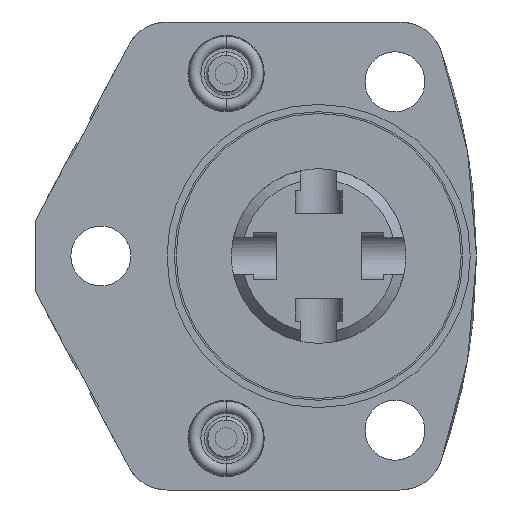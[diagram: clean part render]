
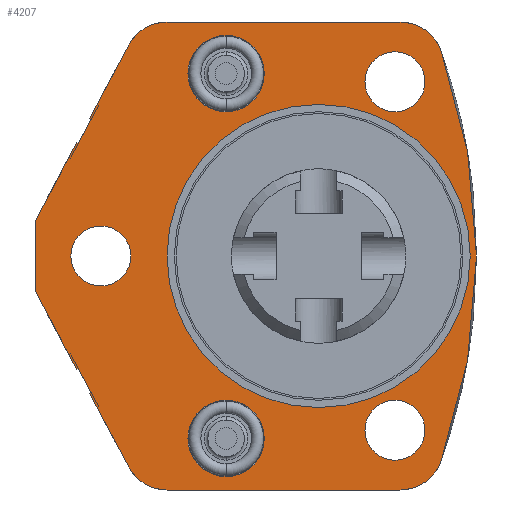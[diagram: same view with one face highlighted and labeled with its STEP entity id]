
A CAD part, front view. The second image highlights one B-rep face of the part: STEP entity #4207.
In plain terms, the highlighted planar face has unit normal (0, -1, 0).
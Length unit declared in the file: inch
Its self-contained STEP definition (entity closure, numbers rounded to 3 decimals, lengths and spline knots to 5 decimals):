
#326=CARTESIAN_POINT('',(0.,0.,0.));
#327=DIRECTION('',(0.,-1.,0.));
#328=DIRECTION('',(1.,0.,0.));
#329=AXIS2_PLACEMENT_3D('',#326,#327,#328);
#334=CARTESIAN_POINT('',(0.,0.,0.));
#335=DIRECTION('',(0.,1.,0.));
#336=DIRECTION('',(1.,0.,0.));
#337=AXIS2_PLACEMENT_3D('',#334,#335,#336);
#342=CARTESIAN_POINT('',(0.438,0.,1.));
#343=DIRECTION('',(0.,-1.,0.));
#344=DIRECTION('',(1.,0.,0.));
#345=AXIS2_PLACEMENT_3D('',#342,#343,#344);
#350=CARTESIAN_POINT('',(0.438,0.,1.));
#351=DIRECTION('',(0.,-1.,0.));
#352=DIRECTION('',(-1.,0.,0.));
#353=AXIS2_PLACEMENT_3D('',#350,#351,#352);
#358=CARTESIAN_POINT('',(0.438,0.,-1.));
#359=DIRECTION('',(0.,-1.,0.));
#360=DIRECTION('',(1.,0.,0.));
#361=AXIS2_PLACEMENT_3D('',#358,#359,#360);
#366=CARTESIAN_POINT('',(0.438,0.,-1.));
#367=DIRECTION('',(0.,-1.,0.));
#368=DIRECTION('',(-1.,0.,0.));
#369=AXIS2_PLACEMENT_3D('',#366,#367,#368);
#374=CARTESIAN_POINT('',(-1.25,0.,0.));
#375=DIRECTION('',(0.,-1.,0.));
#376=DIRECTION('',(1.,0.,0.));
#377=AXIS2_PLACEMENT_3D('',#374,#375,#376);
#382=CARTESIAN_POINT('',(-1.25,0.,0.));
#383=DIRECTION('',(0.,-1.,0.));
#384=DIRECTION('',(-1.,0.,0.));
#385=AXIS2_PLACEMENT_3D('',#382,#383,#384);
#390=DIRECTION('',(-0.469,0.,-0.883));
#391=VECTOR('',#390,0.1566);
#392=CARTESIAN_POINT('',(-1.3062,0.,0.7832));
#393=LINE('',#392,#391);
#397=DIRECTION('',(0.883,0.,-0.469));
#398=VECTOR('',#397,0.01);
#399=CARTESIAN_POINT('',(-1.31503,0.,0.7879));
#400=LINE('',#399,#398);
#404=DIRECTION('',(0.469,0.,0.883));
#405=VECTOR('',#404,0.47848);
#406=CARTESIAN_POINT('',(-1.31503,0.,0.7879));
#407=LINE('',#406,#405);
#411=DIRECTION('',(1.,0.,0.));
#412=VECTOR('',#411,1.33636);
#413=CARTESIAN_POINT('',(-0.86966,0.,1.343));
#414=LINE('',#413,#412);
#418=CARTESIAN_POINT('',(-2.594,0.,0.));
#419=DIRECTION('',(0.,-1.,0.));
#420=DIRECTION('',(0.942,0.,-0.336));
#421=AXIS2_PLACEMENT_3D('',#418,#419,#420);
#426=DIRECTION('',(-1.,0.,0.));
#427=VECTOR('',#426,1.33636);
#428=CARTESIAN_POINT('',(0.46669,0.,-1.343));
#429=LINE('',#428,#427);
#433=DIRECTION('',(0.469,0.,-0.883));
#434=VECTOR('',#433,0.47848);
#435=CARTESIAN_POINT('',(-1.31503,0.,-0.7879));
#436=LINE('',#435,#434);
#440=DIRECTION('',(0.883,0.,0.469));
#441=VECTOR('',#440,0.01);
#442=CARTESIAN_POINT('',(-1.31503,0.,-0.7879));
#443=LINE('',#442,#441);
#447=DIRECTION('',(0.469,0.,-0.883));
#448=VECTOR('',#447,0.1566);
#449=CARTESIAN_POINT('',(-1.37972,0.,-0.64493));
#450=LINE('',#449,#448);
#454=DIRECTION('',(0.883,0.,0.469));
#455=VECTOR('',#454,0.01);
#456=CARTESIAN_POINT('',(-1.38855,0.,-0.64962));
#457=LINE('',#456,#455);
#461=DIRECTION('',(0.469,0.,-0.883));
#462=VECTOR('',#461,0.50364);
#463=CARTESIAN_POINT('',(-1.625,0.,-0.20493));
#464=LINE('',#463,#462);
#468=DIRECTION('',(0.,0.,-1.));
#469=VECTOR('',#468,0.40987);
#470=CARTESIAN_POINT('',(-1.625,0.,0.20493));
#471=LINE('',#470,#469);
#475=DIRECTION('',(0.469,0.,0.883));
#476=VECTOR('',#475,0.50364);
#477=CARTESIAN_POINT('',(-1.625,0.,0.20493));
#478=LINE('',#477,#476);
#482=DIRECTION('',(0.883,0.,-0.469));
#483=VECTOR('',#482,0.01);
#484=CARTESIAN_POINT('',(-1.38855,0.,0.64962));
#485=LINE('',#484,#483);
#489=CARTESIAN_POINT('',(-0.531,0.,-1.047));
#490=DIRECTION('',(0.,1.,0.));
#491=DIRECTION('',(-1.,0.,0.));
#492=AXIS2_PLACEMENT_3D('',#489,#490,#491);
#497=CARTESIAN_POINT('',(-0.531,0.,-1.047));
#498=DIRECTION('',(0.,1.,0.));
#499=DIRECTION('',(1.,0.,0.));
#500=AXIS2_PLACEMENT_3D('',#497,#498,#499);
#505=CARTESIAN_POINT('',(-0.531,0.,1.047));
#506=DIRECTION('',(0.,1.,0.));
#507=DIRECTION('',(-1.,0.,0.));
#508=AXIS2_PLACEMENT_3D('',#505,#506,#507);
#513=CARTESIAN_POINT('',(-0.531,0.,1.047));
#514=DIRECTION('',(0.,1.,0.));
#515=DIRECTION('',(1.,0.,0.));
#516=AXIS2_PLACEMENT_3D('',#513,#514,#515);
#2025=CARTESIAN_POINT('',(-0.86966,0.,-1.093));
#2026=DIRECTION('',(0.,-1.,0.));
#2027=DIRECTION('',(-0.883,0.,-0.469));
#2028=AXIS2_PLACEMENT_3D('',#2025,#2026,#2027);
#2062=CARTESIAN_POINT('',(0.46669,0.,-1.093));
#2063=DIRECTION('',(0.,-1.,0.));
#2064=DIRECTION('',(0.,0.,-1.));
#2065=AXIS2_PLACEMENT_3D('',#2062,#2063,#2064);
#2084=CARTESIAN_POINT('',(0.46669,0.,1.093));
#2085=DIRECTION('',(0.,-1.,0.));
#2086=DIRECTION('',(0.942,0.,0.336));
#2087=AXIS2_PLACEMENT_3D('',#2084,#2085,#2086);
#2121=CARTESIAN_POINT('',(-0.86966,0.,1.093));
#2122=DIRECTION('',(0.,-1.,0.));
#2123=DIRECTION('',(0.,0.,1.));
#2124=AXIS2_PLACEMENT_3D('',#2121,#2122,#2123);
#3512=CARTESIAN_POINT('',(0.87,0.,0.));
#3514=VERTEX_POINT('',#3512);
#3516=CARTESIAN_POINT('',(-0.87,0.,0.));
#3518=VERTEX_POINT('',#3516);
#3519=CARTESIAN_POINT('',(-1.625,0.,0.20493));
#3520=CARTESIAN_POINT('',(-1.625,0.,-0.20493));
#3521=VERTEX_POINT('',#3519);
#3522=VERTEX_POINT('',#3520);
#3523=CARTESIAN_POINT('',(0.61,0.,1.));
#3524=CARTESIAN_POINT('',(0.266,0.,1.));
#3525=VERTEX_POINT('',#3523);
#3526=VERTEX_POINT('',#3524);
#3557=CARTESIAN_POINT('',(-1.37972,0.,-0.64493));
#3558=CARTESIAN_POINT('',(-1.3062,0.,-0.7832));
#3559=VERTEX_POINT('',#3557);
#3560=VERTEX_POINT('',#3558);
#3561=CARTESIAN_POINT('',(-1.38855,0.,-0.64962));
#3562=VERTEX_POINT('',#3561);
#3563=CARTESIAN_POINT('',(-1.31503,0.,-0.7879));
#3564=VERTEX_POINT('',#3563);
#3586=CARTESIAN_POINT('',(-1.3062,0.,0.7832));
#3587=CARTESIAN_POINT('',(-1.37972,0.,0.64493));
#3588=VERTEX_POINT('',#3586);
#3589=VERTEX_POINT('',#3587);
#3590=CARTESIAN_POINT('',(-1.31503,0.,0.7879));
#3591=VERTEX_POINT('',#3590);
#3592=CARTESIAN_POINT('',(-1.38855,0.,0.64962));
#3593=VERTEX_POINT('',#3592);
#3619=CARTESIAN_POINT('',(-0.75,0.,-1.047));
#3620=CARTESIAN_POINT('',(-0.312,0.,-1.047));
#3621=VERTEX_POINT('',#3619);
#3622=VERTEX_POINT('',#3620);
#3639=CARTESIAN_POINT('',(-0.75,0.,1.047));
#3640=CARTESIAN_POINT('',(-0.312,0.,1.047));
#3641=VERTEX_POINT('',#3639);
#3642=VERTEX_POINT('',#3640);
#3673=CARTESIAN_POINT('',(0.46669,0.,-1.343));
#3674=CARTESIAN_POINT('',(0.70213,0.,-1.17708));
#3675=VERTEX_POINT('',#3673);
#3676=VERTEX_POINT('',#3674);
#3677=CARTESIAN_POINT('',(0.70213,0.,1.17708));
#3678=CARTESIAN_POINT('',(0.46669,0.,1.343));
#3679=VERTEX_POINT('',#3677);
#3680=VERTEX_POINT('',#3678);
#3681=CARTESIAN_POINT('',(-0.86966,0.,1.343));
#3682=CARTESIAN_POINT('',(-1.0904,0.,1.21037));
#3683=VERTEX_POINT('',#3681);
#3684=VERTEX_POINT('',#3682);
#3685=CARTESIAN_POINT('',(-1.0904,0.,-1.21037));
#3686=CARTESIAN_POINT('',(-0.86966,0.,-1.343));
#3687=VERTEX_POINT('',#3685);
#3688=VERTEX_POINT('',#3686);
#3689=CARTESIAN_POINT('',(0.61,0.,-1.));
#3690=CARTESIAN_POINT('',(0.266,0.,-1.));
#3691=VERTEX_POINT('',#3689);
#3692=VERTEX_POINT('',#3690);
#3693=CARTESIAN_POINT('',(-1.078,0.,0.));
#3694=CARTESIAN_POINT('',(-1.422,0.,0.));
#3695=VERTEX_POINT('',#3693);
#3696=VERTEX_POINT('',#3694);
#4130=CARTESIAN_POINT('',(0.,0.,0.));
#4131=DIRECTION('',(0.,-1.,0.));
#4132=DIRECTION('',(-1.,0.,0.));
#4133=AXIS2_PLACEMENT_3D('',#4130,#4131,#4132);
#4134=PLANE('',#4133);
#4136=ORIENTED_EDGE('',*,*,#4135,.F.);
#4138=ORIENTED_EDGE('',*,*,#4137,.F.);
#4140=ORIENTED_EDGE('',*,*,#4139,.T.);
#4142=ORIENTED_EDGE('',*,*,#4141,.F.);
#4144=ORIENTED_EDGE('',*,*,#4143,.T.);
#4146=ORIENTED_EDGE('',*,*,#4145,.F.);
#4148=ORIENTED_EDGE('',*,*,#4147,.F.);
#4150=ORIENTED_EDGE('',*,*,#4149,.F.);
#4152=ORIENTED_EDGE('',*,*,#4151,.T.);
#4154=ORIENTED_EDGE('',*,*,#4153,.F.);
#4156=ORIENTED_EDGE('',*,*,#4155,.F.);
#4158=ORIENTED_EDGE('',*,*,#4157,.T.);
#4160=ORIENTED_EDGE('',*,*,#4159,.F.);
#4162=ORIENTED_EDGE('',*,*,#4161,.F.);
#4164=ORIENTED_EDGE('',*,*,#4163,.F.);
#4166=ORIENTED_EDGE('',*,*,#4165,.F.);
#4168=ORIENTED_EDGE('',*,*,#4167,.T.);
#4170=ORIENTED_EDGE('',*,*,#4169,.T.);
#4171=EDGE_LOOP('',(#4136,#4138,#4140,#4142,#4144,#4146,#4148,#4150,#4152,#4154,
#4156,#4158,#4160,#4162,#4164,#4166,#4168,#4170));
#4172=FACE_OUTER_BOUND('',#4171,.F.);
#4174=ORIENTED_EDGE('',*,*,#4173,.T.);
#4176=ORIENTED_EDGE('',*,*,#4175,.T.);
#4177=EDGE_LOOP('',(#4174,#4176));
#4178=FACE_BOUND('',#4177,.F.);
#4179=ORIENTED_EDGE('',*,*,#4110,.T.);
#4180=ORIENTED_EDGE('',*,*,#4124,.T.);
#4181=EDGE_LOOP('',(#4179,#4180));
#4182=FACE_BOUND('',#4181,.F.);
#4184=ORIENTED_EDGE('',*,*,#4183,.T.);
#4186=ORIENTED_EDGE('',*,*,#4185,.T.);
#4187=EDGE_LOOP('',(#4184,#4186));
#4188=FACE_BOUND('',#4187,.F.);
#4190=ORIENTED_EDGE('',*,*,#4189,.T.);
#4192=ORIENTED_EDGE('',*,*,#4191,.F.);
#4193=EDGE_LOOP('',(#4190,#4192));
#4194=FACE_BOUND('',#4193,.F.);
#4196=ORIENTED_EDGE('',*,*,#4195,.F.);
#4198=ORIENTED_EDGE('',*,*,#4197,.F.);
#4199=EDGE_LOOP('',(#4196,#4198));
#4200=FACE_BOUND('',#4199,.F.);
#4202=ORIENTED_EDGE('',*,*,#4201,.F.);
#4204=ORIENTED_EDGE('',*,*,#4203,.F.);
#4205=EDGE_LOOP('',(#4202,#4204));
#4206=FACE_BOUND('',#4205,.F.);
#330=CIRCLE('',#329,0.87);
#338=CIRCLE('',#337,0.87);
#346=CIRCLE('',#345,0.172);
#354=CIRCLE('',#353,0.172);
#362=CIRCLE('',#361,0.172);
#370=CIRCLE('',#369,0.172);
#378=CIRCLE('',#377,0.172);
#386=CIRCLE('',#385,0.172);
#422=CIRCLE('',#421,3.5);
#493=CIRCLE('',#492,0.219);
#501=CIRCLE('',#500,0.219);
#509=CIRCLE('',#508,0.219);
#517=CIRCLE('',#516,0.219);
#2029=CIRCLE('',#2028,0.25);
#2066=CIRCLE('',#2065,0.25);
#2088=CIRCLE('',#2087,0.25);
#2125=CIRCLE('',#2124,0.25);
#4110=EDGE_CURVE('',#3691,#3692,#362,.T.);
#4124=EDGE_CURVE('',#3692,#3691,#370,.T.);
#4135=EDGE_CURVE('',#3588,#3589,#393,.T.);
#4137=EDGE_CURVE('',#3591,#3588,#400,.T.);
#4139=EDGE_CURVE('',#3591,#3684,#407,.T.);
#4141=EDGE_CURVE('',#3683,#3684,#2125,.T.);
#4143=EDGE_CURVE('',#3683,#3680,#414,.T.);
#4145=EDGE_CURVE('',#3679,#3680,#2088,.T.);
#4147=EDGE_CURVE('',#3676,#3679,#422,.T.);
#4149=EDGE_CURVE('',#3675,#3676,#2066,.T.);
#4151=EDGE_CURVE('',#3675,#3688,#429,.T.);
#4153=EDGE_CURVE('',#3687,#3688,#2029,.T.);
#4155=EDGE_CURVE('',#3564,#3687,#436,.T.);
#4157=EDGE_CURVE('',#3564,#3560,#443,.T.);
#4159=EDGE_CURVE('',#3559,#3560,#450,.T.);
#4161=EDGE_CURVE('',#3562,#3559,#457,.T.);
#4163=EDGE_CURVE('',#3522,#3562,#464,.T.);
#4165=EDGE_CURVE('',#3521,#3522,#471,.T.);
#4167=EDGE_CURVE('',#3521,#3593,#478,.T.);
#4169=EDGE_CURVE('',#3593,#3589,#485,.T.);
#4173=EDGE_CURVE('',#3525,#3526,#346,.T.);
#4175=EDGE_CURVE('',#3526,#3525,#354,.T.);
#4183=EDGE_CURVE('',#3695,#3696,#378,.T.);
#4185=EDGE_CURVE('',#3696,#3695,#386,.T.);
#4189=EDGE_CURVE('',#3514,#3518,#330,.T.);
#4191=EDGE_CURVE('',#3514,#3518,#338,.T.);
#4195=EDGE_CURVE('',#3621,#3622,#493,.T.);
#4197=EDGE_CURVE('',#3622,#3621,#501,.T.);
#4201=EDGE_CURVE('',#3641,#3642,#509,.T.);
#4203=EDGE_CURVE('',#3642,#3641,#517,.T.);
#4207=ADVANCED_FACE('',(#4172,#4178,#4182,#4188,#4194,#4200,#4206),#4134,.T.);
